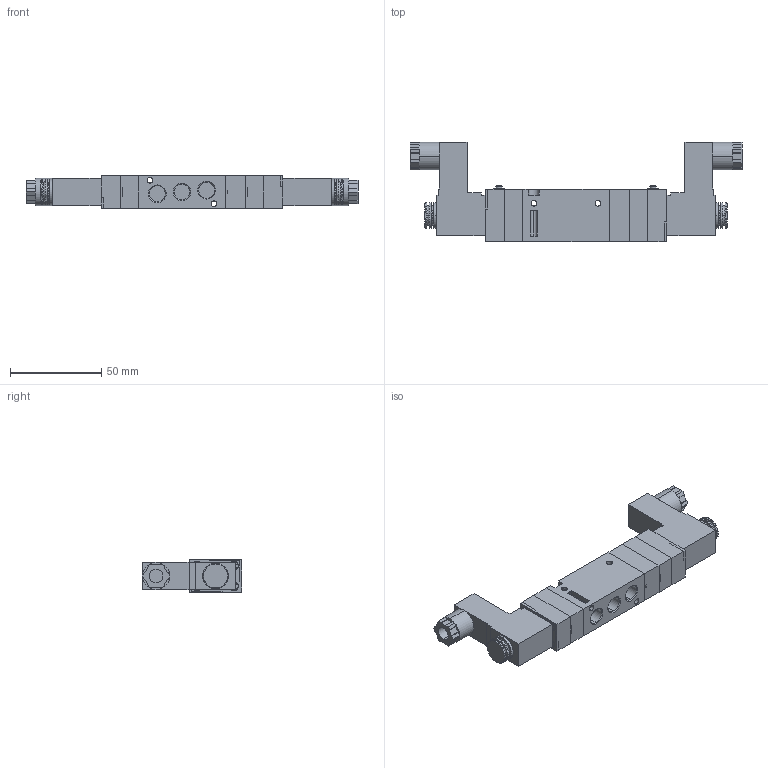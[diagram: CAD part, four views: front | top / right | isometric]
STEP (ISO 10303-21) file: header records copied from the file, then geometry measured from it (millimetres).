
FILE_DESCRIPTION (( 'STEP AP203' ), '1' );
FILE_NAME ('SF2503-IP-SC1-CD1.STEP', '2016-01-04T11:36:43', ( 'yrd8' ), ( '' ), 'SwSTEP 2.0', 'SolidWorks 2008', '' );
FILE_SCHEMA (( 'CONFIG_CONTROL_DESIGN' ));
Length unit declared in the file: millimetre
Products named in the file (6): SF2503-IP-SC1-CD1; SF2000 BODY_ル遽; SF2000 PILOT_ル遽; CN1_ル遽; SF2000 BLOCK_ル遽; SF2000 SEMY_ル遽
Assembly tree (8 placements, depth 2):
  SF2503-IP-SC1-CD1
    SF2000 SEMY_ル遽  x2
    SF2000 BODY_ル遽
    CN1_ル遽  x2
    SF2000 BLOCK_ル遽
    SF2000 PILOT_ル遽  x2
Bounding box: 181.7 x 54.25 x 18 mm (x, y, z)
Volume: 82611.4 mm3; surface area: 36572.9 mm2
Topology: 14 solids, 14 shells, 807 faces, 2080 edges, 1352 vertices
Faces by surface type: plane 465, cylinder 272, cone 46, torus 20, bspline 4
Entity records: 15303 total; most frequent: CARTESIAN_POINT 3801, ORIENTED_EDGE 2280, DIRECTION 2218, EDGE_CURVE 1140, AXIS2_PLACEMENT_3D 749, VERTEX_POINT 739, VECTOR 720, LINE 720
